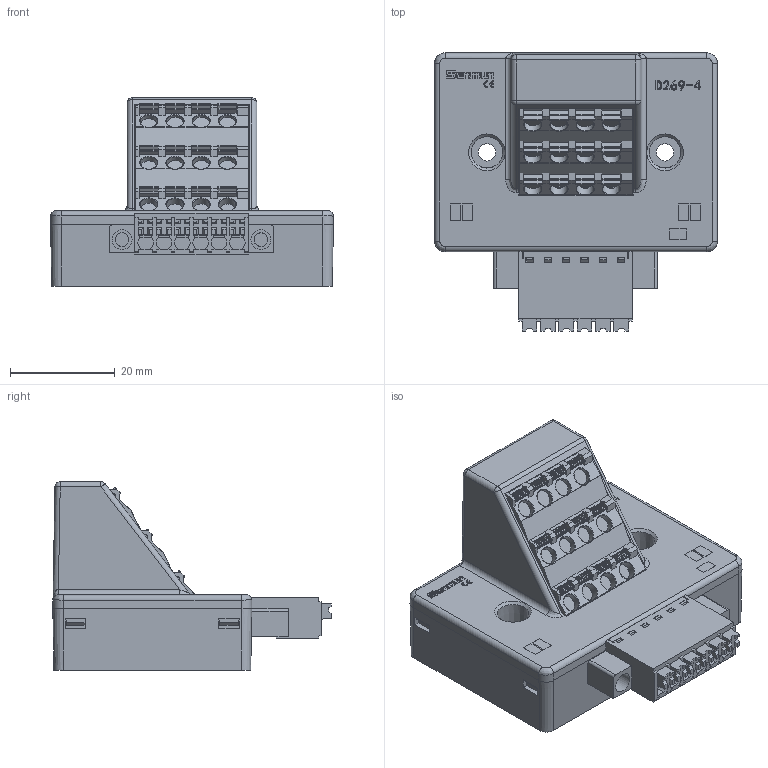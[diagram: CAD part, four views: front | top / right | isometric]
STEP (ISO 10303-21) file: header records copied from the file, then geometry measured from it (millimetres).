
FILE_DESCRIPTION(/* description */ (''),/* implementation_level */ '2;1');
FILE_NAME(/* name */ 'D269-4 3D.stp',/* time_stamp */ '2024-08-14T19:03:33+08:00',/* author */ (''),/* organization */ (''),/* preprocessor_version */ 'ST-DEVELOPER v14',/* originating_system */ 'SIEMENS PLM Software NX 8.0',/* authorisation */ '');
FILE_SCHEMA (('AUTOMOTIVE_DESIGN { 1 0 10303 214 3 1 1 1 }'));
Length unit declared in the file: millimetre
Products named in the file (1): D269-4 3D_stp
Bounding box: 54 x 53.15 x 36 mm (x, y, z)
Volume: 38337.9 mm3; surface area: 16024.1 mm2
Topology: 1 solids, 47 shells, 1623 faces, 4117 edges, 2679 vertices
Faces by surface type: plane 1156, cylinder 310, cone 84, sphere 28, bspline 22, torus 12, extrusion 11
Full cylindrical faces by diameter (mm): 0.8 x1, 0.85 x1, 1 x9, 1.25 x8, 1.4 x8, 2.6 x4, 2.85 x2, 3.3 x14, 3.8 x2
Entity records: 49862 total; most frequent: CARTESIAN_POINT 9613, ORIENTED_EDGE 8006, DIRECTION 7835, EDGE_CURVE 4003, VECTOR 3111, LINE 3100, VERTEX_POINT 2645, AXIS2_PLACEMENT_3D 2362
